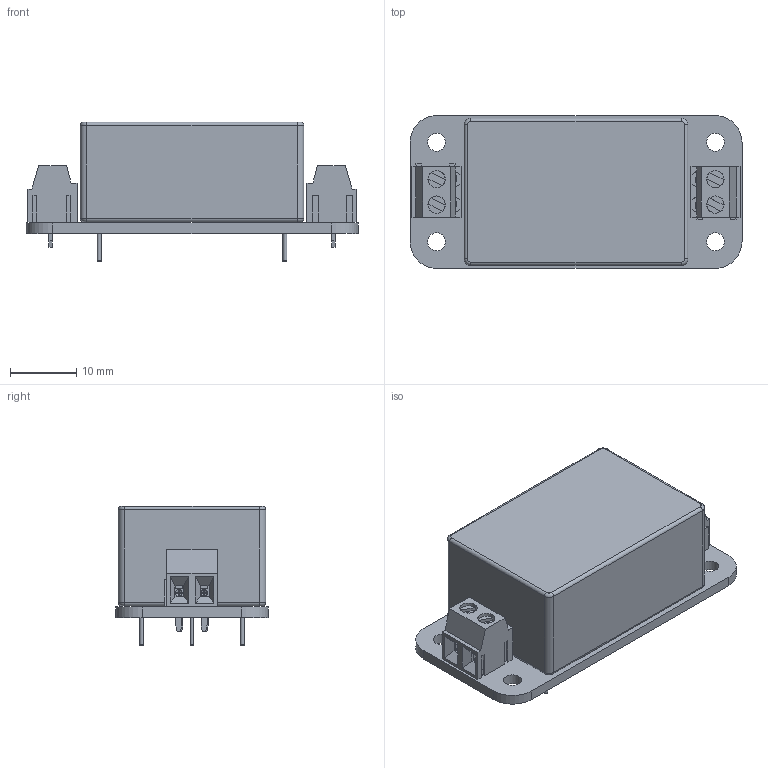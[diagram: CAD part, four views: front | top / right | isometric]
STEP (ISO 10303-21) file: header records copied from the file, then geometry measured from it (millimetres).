
FILE_DESCRIPTION(('KiCad electronic assembly'),'2;1');
FILE_NAME('AC-DC.step','2021-05-04T11:10:38',('An Author'),('A Company') ,'Open CASCADE STEP processor 7.5','KiCad to STEP converter','Unknown' );
FILE_SCHEMA(('AUTOMOTIVE_DESIGN { 1 0 10303 214 1 1 1 1 }'));
Length unit declared in the file: millimetre
Products named in the file (6): Open CASCADE STEP translator 7.5 1; Converter_ACDC_MeanWell_IRM-02-xx_THT; SOLID; WJ124-3.81-2P; COMPOUND
Assembly tree (6 placements, depth 3):
  Open CASCADE STEP translator 7.5 1
    Converter_ACDC_MeanWell_IRM-02-xx_THT
      SOLID
    WJ124-3.81-2P  x2
      COMPOUND
    COMPOUND
Bounding box: 50 x 23 x 21 mm (x, y, z)
Volume: 13543.9 mm3; surface area: 7622.6 mm2
Topology: 16 solids, 20 shells, 584 faces, 1408 edges, 872 vertices
Faces by surface type: plane 368, cylinder 140, torus 44, bspline 32
Full cylindrical faces by diameter (mm): 0.6 x4, 0.76 x2, 0.8 x2, 1.3 x4, 1.597 x4, 1.6 x4, 2.3 x4, 2.6 x8, 2.7 x4
Entity records: 21358 total; most frequent: CARTESIAN_POINT 4965, DIRECTION 3082, LINE 1896, VECTOR 1896, ORIENTED_EDGE 1548, PCURVE 1548, DEFINITIONAL_REPRESENTATION 1548, EDGE_CURVE 774
